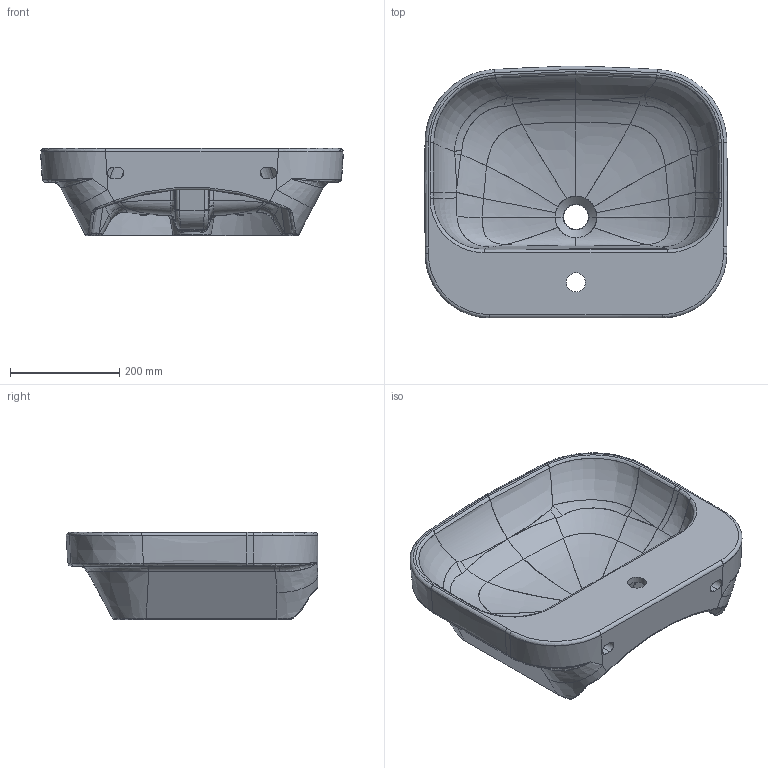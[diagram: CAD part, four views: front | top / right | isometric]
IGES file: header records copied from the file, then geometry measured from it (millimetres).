
Start section:  PTC IGES file: b149m.igs
Global section: file name: b149m.igs; native system: Creo Parametric by PTC Inc.; preprocessor: 2018400; author: Administrator; organization: Unknown; date: 20200423.083230; units: millimetre
Bounding box: 554.78 x 461.57 x 160 mm (x, y, z)
Surface area: 838079.5 mm2 (no closed solid volume)
Topology: 0 solids, 0 shells, 415 faces, 1972 edges, 1952 vertices
Faces by surface type: bspline 317, revolution 96, extrusion 2
